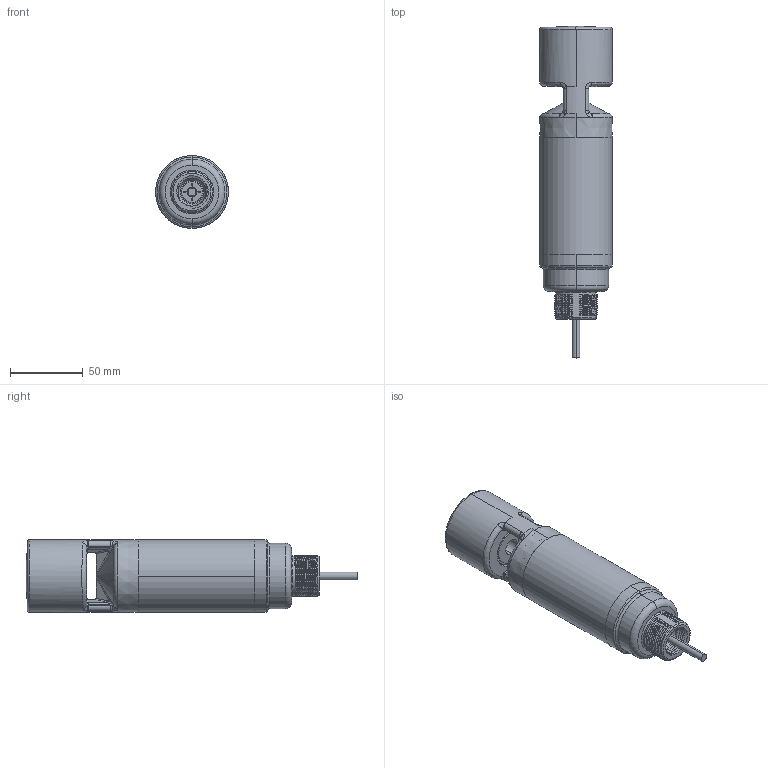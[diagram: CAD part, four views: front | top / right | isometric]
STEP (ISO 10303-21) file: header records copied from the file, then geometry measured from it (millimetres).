
FILE_DESCRIPTION((''),'2;1');
FILE_NAME('170571_ASM','2017-04-04T',('pdmadmin'),('BANNER ENGINEERING'),'CREO PARAMETRIC BY PTC INC, 2016260','CREO PARAMETRIC BY PTC INC, 2016260','');
FILE_SCHEMA(('CONFIG_CONTROL_DESIGN'));
Products named in the file (11): 168245; 168246; 168302; 168401; 140412_GENERIC; 144104; 144147; 140410_GENERIC; 62676; CABLE_215; 170571_ASM
Assembly tree (10 placements, depth 2):
  170571_ASM
    168245
    168246
    168302
    168401
    140412_GENERIC
    144104
    144147
    140410_GENERIC
    62676
    CABLE_215
Bounding box: 50 x 227.97 x 50 mm (x, y, z)
Volume: 128990 mm3; surface area: 99482.8 mm2
Topology: 10 solids, 10 shells, 1034 faces, 2677 edges, 1706 vertices
Faces by surface type: plane 318, bspline 307, cylinder 269, cone 76, torus 62, sphere 2
Entity records: 80703 total; most frequent: CARTESIAN_POINT 57530, ORIENTED_EDGE 5346, DIRECTION 3962, EDGE_CURVE 2673, VERTEX_POINT 1706, AXIS2_PLACEMENT_3D 1497, EDGE_LOOP 1101, FACE_OUTER_BOUND 1034
